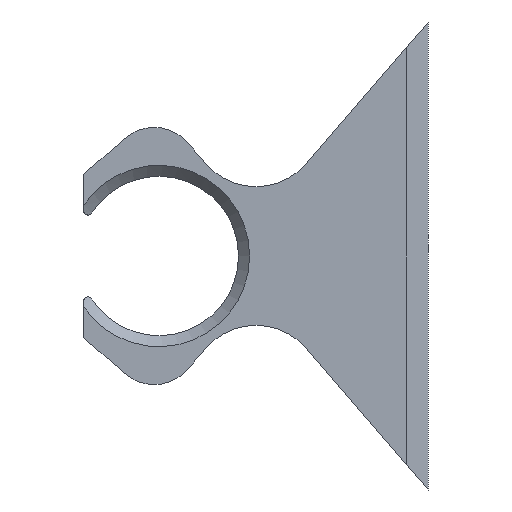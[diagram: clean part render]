
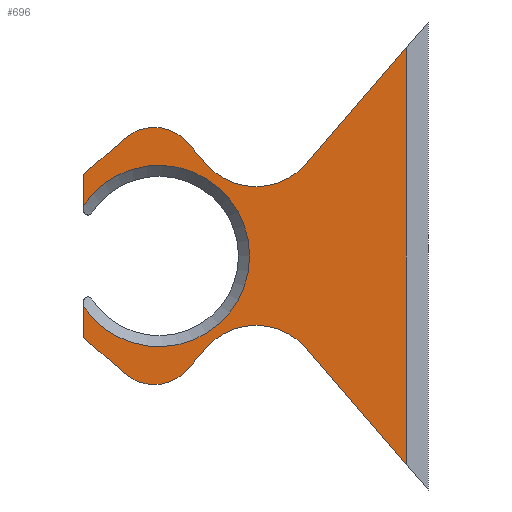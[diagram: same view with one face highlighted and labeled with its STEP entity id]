
A CAD part, front view. The second image highlights one B-rep face of the part: STEP entity #696.
In plain terms, the highlighted planar face has unit normal (0, -1, 0).
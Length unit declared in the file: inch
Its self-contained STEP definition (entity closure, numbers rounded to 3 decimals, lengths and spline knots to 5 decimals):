
#27=PLANE('',#762);
#61=FACE_OUTER_BOUND('',#99,.T.);
#99=EDGE_LOOP('',(#538,#539,#540,#541,#542,#543,#544,#545,#546,#547,#548,
#549,#550,#551));
#125=LINE('',#1064,#196);
#129=LINE('',#1073,#200);
#135=LINE('',#1085,#206);
#139=LINE('',#1093,#210);
#143=LINE('',#1100,#214);
#146=LINE('',#1106,#217);
#150=LINE('',#1118,#221);
#153=LINE('',#1127,#224);
#157=LINE('',#1139,#228);
#196=VECTOR('',#822,0.3937);
#200=VECTOR('',#828,0.3937);
#206=VECTOR('',#838,0.3937);
#210=VECTOR('',#844,0.3937);
#214=VECTOR('',#850,0.3937);
#217=VECTOR('',#855,0.3937);
#221=VECTOR('',#867,0.3937);
#224=VECTOR('',#878,0.3937);
#228=VECTOR('',#890,0.3937);
#266=CIRCLE('',#737,0.20524);
#269=CIRCLE('',#749,0.1);
#271=CIRCLE('',#753,0.15);
#273=CIRCLE('',#757,0.15);
#275=CIRCLE('',#761,0.1);
#296=VERTEX_POINT('',#1031);
#297=VERTEX_POINT('',#1035);
#300=VERTEX_POINT('',#1063);
#303=VERTEX_POINT('',#1070);
#304=VERTEX_POINT('',#1072);
#308=VERTEX_POINT('',#1084);
#311=VERTEX_POINT('',#1092);
#313=VERTEX_POINT('',#1098);
#315=VERTEX_POINT('',#1104);
#317=VERTEX_POINT('',#1110);
#319=VERTEX_POINT('',#1116);
#321=VERTEX_POINT('',#1125);
#323=VERTEX_POINT('',#1131);
#325=VERTEX_POINT('',#1137);
#366=EDGE_CURVE('',#296,#297,#266,.T.);
#371=EDGE_CURVE('',#300,#297,#125,.T.);
#375=EDGE_CURVE('',#303,#304,#129,.T.);
#381=EDGE_CURVE('',#308,#304,#135,.T.);
#385=EDGE_CURVE('',#311,#300,#139,.T.);
#389=EDGE_CURVE('',#296,#313,#143,.T.);
#392=EDGE_CURVE('',#313,#315,#146,.T.);
#395=EDGE_CURVE('',#317,#315,#269,.T.);
#398=EDGE_CURVE('',#317,#319,#150,.T.);
#400=EDGE_CURVE('',#319,#308,#271,.T.);
#403=EDGE_CURVE('',#303,#321,#153,.T.);
#406=EDGE_CURVE('',#321,#323,#273,.T.);
#409=EDGE_CURVE('',#323,#325,#157,.T.);
#411=EDGE_CURVE('',#311,#325,#275,.T.);
#538=ORIENTED_EDGE('',*,*,#366,.F.);
#539=ORIENTED_EDGE('',*,*,#389,.T.);
#540=ORIENTED_EDGE('',*,*,#392,.T.);
#541=ORIENTED_EDGE('',*,*,#395,.F.);
#542=ORIENTED_EDGE('',*,*,#398,.T.);
#543=ORIENTED_EDGE('',*,*,#400,.T.);
#544=ORIENTED_EDGE('',*,*,#381,.T.);
#545=ORIENTED_EDGE('',*,*,#375,.F.);
#546=ORIENTED_EDGE('',*,*,#403,.T.);
#547=ORIENTED_EDGE('',*,*,#406,.T.);
#548=ORIENTED_EDGE('',*,*,#409,.T.);
#549=ORIENTED_EDGE('',*,*,#411,.F.);
#550=ORIENTED_EDGE('',*,*,#385,.T.);
#551=ORIENTED_EDGE('',*,*,#371,.T.);
#696=ADVANCED_FACE('',(#61),#27,.T.);
#737=AXIS2_PLACEMENT_3D('',#1036,#813,#814);
#749=AXIS2_PLACEMENT_3D('',#1112,#861,#862);
#753=AXIS2_PLACEMENT_3D('',#1121,#872,#873);
#757=AXIS2_PLACEMENT_3D('',#1133,#884,#885);
#761=AXIS2_PLACEMENT_3D('',#1142,#895,#896);
#762=AXIS2_PLACEMENT_3D('',#1143,#897,#898);
#813=DIRECTION('center_axis',(0.,-1.,0.));
#814=DIRECTION('ref_axis',(1.,0.,0.));
#822=DIRECTION('',(0.,0.,-1.));
#828=DIRECTION('',(0.,0.,-1.));
#838=DIRECTION('',(0.653,0.,-0.757));
#844=DIRECTION('',(-0.757,0.,-0.653));
#850=DIRECTION('',(0.,0.,-1.));
#855=DIRECTION('',(0.757,0.,-0.653));
#861=DIRECTION('center_axis',(0.,1.,0.));
#862=DIRECTION('ref_axis',(0.074,0.,-0.997));
#867=DIRECTION('',(0.653,0.,0.757));
#872=DIRECTION('center_axis',(0.,1.,0.));
#873=DIRECTION('ref_axis',(1.,0.,0.));
#878=DIRECTION('',(-0.653,0.,-0.757));
#884=DIRECTION('center_axis',(0.,1.,0.));
#885=DIRECTION('ref_axis',(1.,0.,0.));
#890=DIRECTION('',(-0.653,0.,0.757));
#895=DIRECTION('center_axis',(0.,1.,0.));
#896=DIRECTION('ref_axis',(0.074,0.,0.997));
#897=DIRECTION('center_axis',(0.,-1.,0.));
#898=DIRECTION('ref_axis',(1.,0.,0.));
#1031=CARTESIAN_POINT('',(-1.39,0.0875,28.88536));
#1035=CARTESIAN_POINT('',(-1.39,0.0875,29.11464));
#1036=CARTESIAN_POINT('Origin',(-1.21976,0.0875,29.));
#1063=CARTESIAN_POINT('',(-1.39,0.0875,29.18526));
#1064=CARTESIAN_POINT('',(-1.39,0.0875,29.52949));
#1070=CARTESIAN_POINT('',(-0.66,0.0875,29.47151));
#1072=CARTESIAN_POINT('',(-0.66,0.0875,28.52849));
#1073=CARTESIAN_POINT('',(-0.66,0.0875,29.26474));
#1084=CARTESIAN_POINT('',(-0.88641,0.0875,28.79103));
#1085=CARTESIAN_POINT('',(-0.9623,0.0875,28.87904));
#1092=CARTESIAN_POINT('',(-1.29549,0.0875,29.26677));
#1093=CARTESIAN_POINT('',(-1.23886,0.0875,29.3156));
#1098=CARTESIAN_POINT('',(-1.39,0.0875,28.81474));
#1100=CARTESIAN_POINT('',(-1.39,0.0875,29.52949));
#1104=CARTESIAN_POINT('',(-1.29549,0.0875,28.73323));
#1106=CARTESIAN_POINT('',(-1.32398,0.0875,28.75781));
#1110=CARTESIAN_POINT('',(-1.15445,0.0875,28.74366));
#1112=CARTESIAN_POINT('Origin',(-1.23018,0.0875,28.80896));
#1116=CARTESIAN_POINT('',(-1.11359,0.0875,28.79103));
#1118=CARTESIAN_POINT('',(-1.1759,0.0875,28.71878));
#1121=CARTESIAN_POINT('Origin',(-1.,0.0875,28.69307));
#1125=CARTESIAN_POINT('',(-0.88641,0.0875,29.20897));
#1127=CARTESIAN_POINT('',(-0.8241,0.0875,29.28122));
#1131=CARTESIAN_POINT('',(-1.11359,0.0875,29.20897));
#1133=CARTESIAN_POINT('Origin',(-1.,0.0875,29.30693));
#1137=CARTESIAN_POINT('',(-1.15445,0.0875,29.25634));
#1139=CARTESIAN_POINT('',(-1.0377,0.0875,29.12096));
#1142=CARTESIAN_POINT('Origin',(-1.23018,0.0875,29.19104));
#1143=CARTESIAN_POINT('Origin',(-1.,0.0875,29.));
